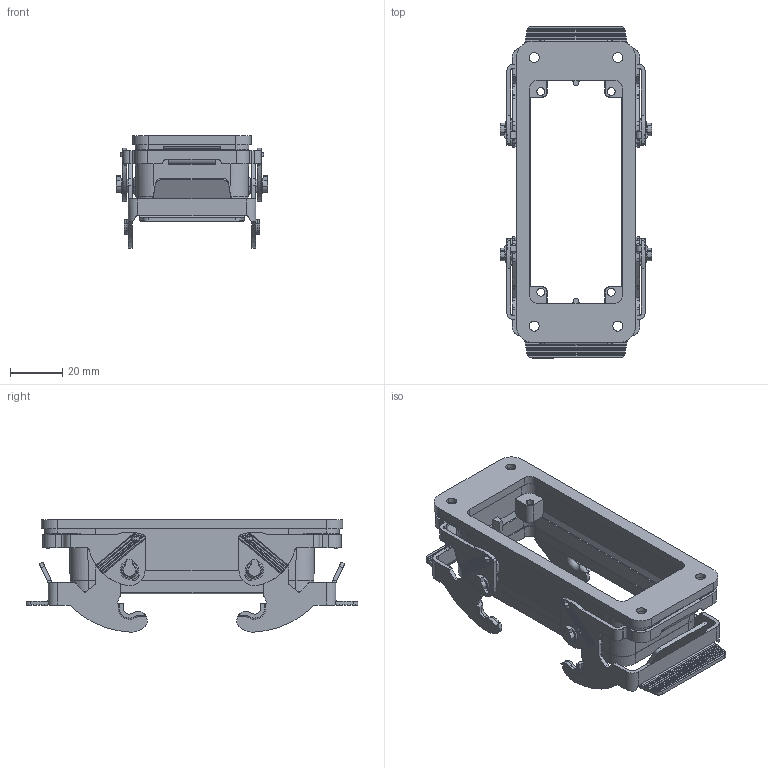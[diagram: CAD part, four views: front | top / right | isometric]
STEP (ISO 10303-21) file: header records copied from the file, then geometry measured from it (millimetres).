
FILE_DESCRIPTION(('Creo Elements/Direct Modeling STEP Export'),'2;1');
FILE_NAME('37jbk2e5kpmras93044','2022-09-19T13:45:23',(''),(''),'Creo Elements/Direct Modeling STEP processor for AP214 (Solid Model)','Creo Elements/Direct Modeling 20.1B 02-Apr-2019 (C) Parametric Technology GmbH','');
FILE_SCHEMA(('AUTOMOTIVE_DESIGN { 1 0 10303 214 1 1 1 1 }'));
Products named in the file (2): CVIR 16
Assembly tree (1 placements, depth 2):
  CVIR 16
    CVIR 16
Bounding box: 58 x 127.33 x 43.2 mm (x, y, z)
Volume: 41494.2 mm3; surface area: 40970.7 mm2
Topology: 1 solids, 5 shells, 1068 faces, 3043 edges, 1976 vertices
Faces by surface type: plane 603, cylinder 361, bspline 32, torus 32, cone 28, extrusion 12
Entity records: 52122 total; most frequent: CARTESIAN_POINT 16314, ORIENTED_EDGE 6086, DIRECTION 5358, EDGE_CURVE 3043, VERTEX_POINT 1976, AXIS2_PLACEMENT_3D 1790, VECTOR 1778, LINE 1766
